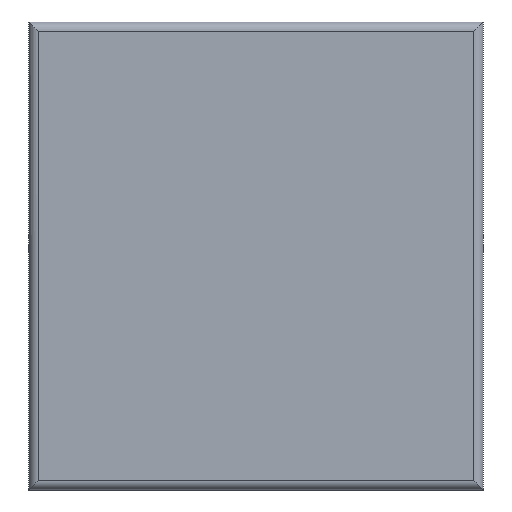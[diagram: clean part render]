
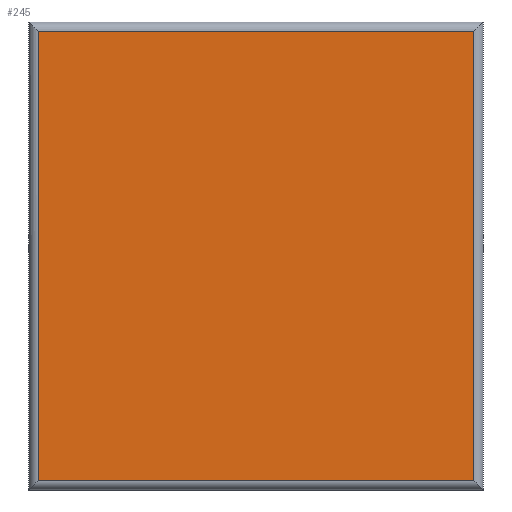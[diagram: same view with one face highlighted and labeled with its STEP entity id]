
A CAD part, front view. The second image highlights one B-rep face of the part: STEP entity #245.
In plain terms, the highlighted planar face has unit normal (0, -1, 0).
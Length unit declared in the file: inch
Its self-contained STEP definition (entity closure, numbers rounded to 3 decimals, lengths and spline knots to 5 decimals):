
#7 = DIRECTION ( 'NONE',  ( 0., 0., -1. ) ) ;
#8 = CARTESIAN_POINT ( 'NONE',  ( -0.11634, -0.07217, 0.25 ) ) ;
#9 = LINE ( 'NONE', #8, #265 ) ;
#80 = CARTESIAN_POINT ( 'NONE',  ( 0.11634, -0.07217, 0.25 ) ) ;
#81 = LINE ( 'NONE', #80, #299 ) ;
#83 = LINE ( 'NONE', #89, #304 ) ;
#88 = DIRECTION ( 'NONE',  ( -1., 0., 0. ) ) ;
#89 = CARTESIAN_POINT ( 'NONE',  ( -0.125, -0.07217, 0.245 ) ) ;
#95 = DIRECTION ( 'NONE',  ( 0., 0., 1. ) ) ;
#114 = CARTESIAN_POINT ( 'NONE',  ( -0.11634, -0.07217, 0.245 ) ) ;
#118 = CARTESIAN_POINT ( 'NONE',  ( -0.11634, -0.07217, 0.005 ) ) ;
#126 = CARTESIAN_POINT ( 'NONE',  ( 0.11634, -0.07217, 0.245 ) ) ;
#127 = CARTESIAN_POINT ( 'NONE',  ( 0.11634, -0.07217, 0.005 ) ) ;
#150 = ORIENTED_EDGE ( 'NONE', *, *, #254, .T. ) ;
#170 = EDGE_LOOP ( 'NONE', ( #215, #216, #150, #212 ) ) ;
#185 = VERTEX_POINT ( 'NONE', #127 ) ;
#186 = VERTEX_POINT ( 'NONE', #126 ) ;
#194 = VERTEX_POINT ( 'NONE', #118 ) ;
#196 = VERTEX_POINT ( 'NONE', #114 ) ;
#212 = ORIENTED_EDGE ( 'NONE', *, *, #251, .T. ) ;
#215 = ORIENTED_EDGE ( 'NONE', *, *, #250, .T. ) ;
#216 = ORIENTED_EDGE ( 'NONE', *, *, #257, .T. ) ;
#226 = CARTESIAN_POINT ( 'NONE',  ( -0.125, -0.07217, 0.005 ) ) ;
#227 = LINE ( 'NONE', #226, #289 ) ;
#229 = DIRECTION ( 'NONE',  ( 1., 0., 0. ) ) ;
#245 = ADVANCED_FACE ( 'NONE', ( #272 ), #315, .F. ) ;
#250 = EDGE_CURVE ( 'NONE', #186, #196, #83, .T. ) ;
#251 = EDGE_CURVE ( 'NONE', #185, #186, #81, .T. ) ;
#254 = EDGE_CURVE ( 'NONE', #194, #185, #227, .T. ) ;
#257 = EDGE_CURVE ( 'NONE', #196, #194, #9, .T. ) ;
#264 = AXIS2_PLACEMENT_3D ( 'NONE', #314, #312, #309 ) ;
#265 = VECTOR ( 'NONE', #7, 39.37008 ) ;
#272 = FACE_OUTER_BOUND ( 'NONE', #170, .T. ) ;
#289 = VECTOR ( 'NONE', #229, 39.37008 ) ;
#299 = VECTOR ( 'NONE', #95, 39.37008 ) ;
#304 = VECTOR ( 'NONE', #88, 39.37008 ) ;
#309 = DIRECTION ( 'NONE',  ( -1., 0., 0. ) ) ;
#312 = DIRECTION ( 'NONE',  ( 0., 1., 0. ) ) ;
#314 = CARTESIAN_POINT ( 'NONE',  ( -0.125, -0.07217, 0.25 ) ) ;
#315 = PLANE ( 'NONE',  #264 ) ;
